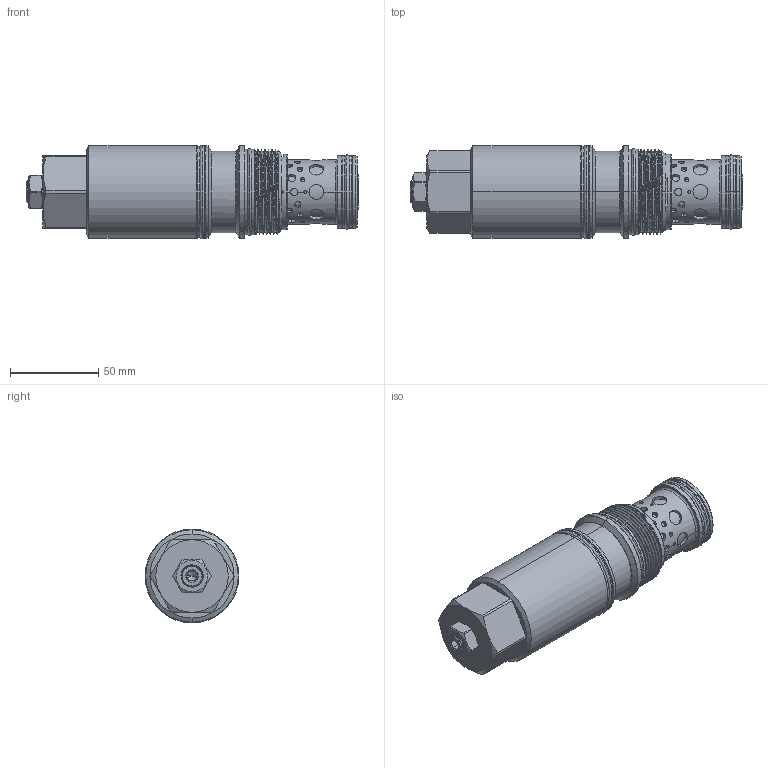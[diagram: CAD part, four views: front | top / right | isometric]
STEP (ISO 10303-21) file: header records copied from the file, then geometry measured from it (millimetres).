
FILE_DESCRIPTION (( 'STEP AP203' ), '1' );
FILE_NAME ('MB19A3A(3C)(3D)-L.STEP', '2016-06-07T02:19:30', ( '' ), ( '' ), 'SwSTEP 2.0', 'SolidWorks 2012', '' );
FILE_SCHEMA (( 'CONFIG_CONTROL_DESIGN' ));
Length unit declared in the file: millimetre
Products named in the file (1): MB19A3A(3C)(3D)-L
Bounding box: 187.98 x 53.11 x 53.11 mm (x, y, z)
Volume: 303347.2 mm3; surface area: 45519.4 mm2
Topology: 5 solids, 6 shells, 388 faces, 893 edges, 559 vertices
Faces by surface type: cylinder 220, plane 65, cone 51, torus 43, bspline 9
Entity records: 18950 total; most frequent: CARTESIAN_POINT 10481, ORIENTED_EDGE 1782, DIRECTION 1664, EDGE_CURVE 891, AXIS2_PLACEMENT_3D 690, VERTEX_POINT 559, EDGE_LOOP 448, FACE_OUTER_BOUND 388
